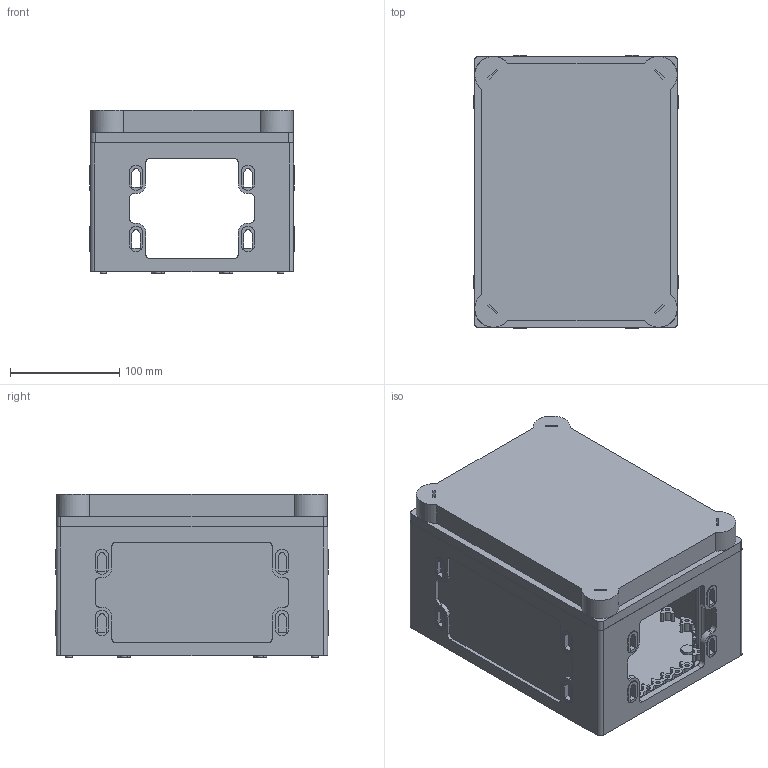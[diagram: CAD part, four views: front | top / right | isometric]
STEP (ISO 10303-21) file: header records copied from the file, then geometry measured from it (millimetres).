
FILE_DESCRIPTION( ( 'STEP AP214' ), '1' );
FILE_NAME( 'ci23_125.stp', '2021-04-16T05:35:50', ( 'License CC BY-ND 4.0' ), ( 'CADENAS' ), ' ', 'PARTsolutions', ' ' );
FILE_SCHEMA( ( 'AUTOMOTIVE_DESIGN { 1 0 10303 214 1 1 1 1 }' ) );
Length unit declared in the file: millimetre
Products named in the file (3): 098208; _060282_P; _014830_p
Assembly tree (2 placements, depth 2):
  098208
    _060282_P
    _014830_p
Bounding box: 187.5 x 250 x 150 mm (x, y, z)
Volume: 1100199 mm3; surface area: 460665.9 mm2
Topology: 2 solids, 2 shells, 1441 faces, 3903 edges, 2594 vertices
Faces by surface type: plane 912, cylinder 516, sphere 5, torus 4, cone 4
Full cylindrical faces by diameter (mm): 3.85 x32, 6 x12, 6.5 x4, 8 x4, 9 x4, 9.5 x4, 12 x8
Entity records: 56602 total; most frequent: CARTESIAN_POINT 8108, DIRECTION 7786, ORIENTED_EDGE 7584, EDGE_CURVE 3792, AXIS2_PLACEMENT_3D 2603, LINE 2580, VECTOR 2580, VERTEX_POINT 2565
